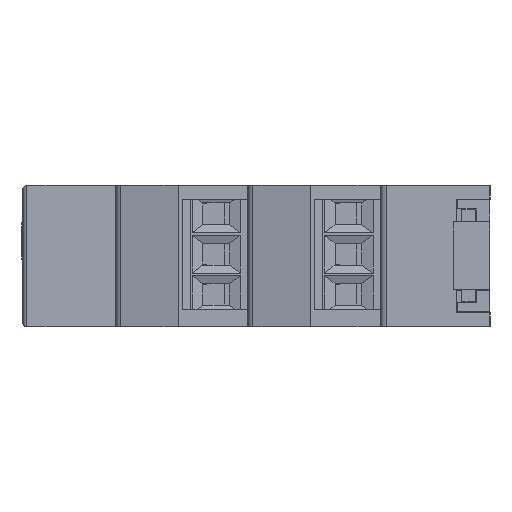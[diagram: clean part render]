
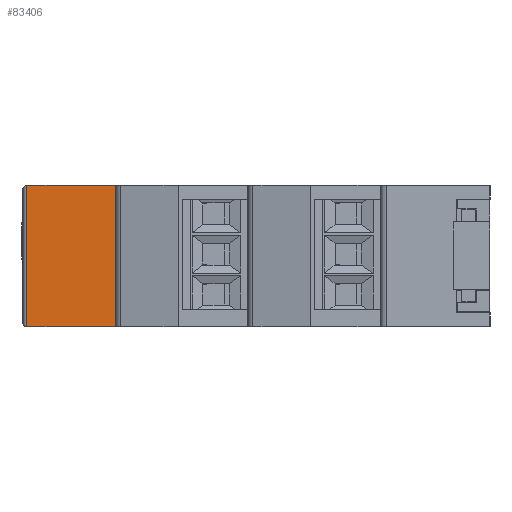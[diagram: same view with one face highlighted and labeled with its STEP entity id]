
A CAD part, left-side view. The second image highlights one B-rep face of the part: STEP entity #83406.
In plain terms, the highlighted planar face has unit normal (-1, 0, 0).
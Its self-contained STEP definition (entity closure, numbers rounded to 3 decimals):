
#30 = CARTESIAN_POINT ( 'NONE',  ( 8482.571, -57.779, 180.05 ) ) ;
#393 = EDGE_CURVE ( 'NONE', #26891, #33376, #66190, .T. ) ;
#13319 = DIRECTION ( 'NONE',  ( 1., 0., 0. ) ) ;
#19045 = ORIENTED_EDGE ( 'NONE', *, *, #68232, .F. ) ;
#22768 = ORIENTED_EDGE ( 'NONE', *, *, #393, .F. ) ;
#25809 = DIRECTION ( 'NONE',  ( 0., 1., 0. ) ) ;
#26891 = VERTEX_POINT ( 'NONE', #92401 ) ;
#31230 = DIRECTION ( 'NONE',  ( 0., 0., -1. ) ) ;
#33376 = VERTEX_POINT ( 'NONE', #64993 ) ;
#33865 = DIRECTION ( 'NONE',  ( 0., 1., 0. ) ) ;
#43085 = VECTOR ( 'NONE', #25809, 1000. ) ;
#47154 = CARTESIAN_POINT ( 'NONE',  ( 8482.571, -57.779, 197.55 ) ) ;
#53645 = DIRECTION ( 'NONE',  ( 0., 0., 1. ) ) ;
#55796 = EDGE_CURVE ( 'NONE', #33376, #128941, #61612, .T. ) ;
#61612 = LINE ( 'NONE', #92123, #91515 ) ;
#64993 = CARTESIAN_POINT ( 'NONE',  ( 8482.571, -46.779, 180.05 ) ) ;
#66190 = LINE ( 'NONE', #66845, #43085 ) ;
#66845 = CARTESIAN_POINT ( 'NONE',  ( 8482.571, -53.779, 180.05 ) ) ;
#67530 = ORIENTED_EDGE ( 'NONE', *, *, #108150, .F. ) ;
#68232 = EDGE_CURVE ( 'NONE', #128941, #82137, #78566, .T. ) ;
#73284 = ORIENTED_EDGE ( 'NONE', *, *, #55796, .F. ) ;
#78566 = LINE ( 'NONE', #127889, #130177 ) ;
#82137 = VERTEX_POINT ( 'NONE', #47154 ) ;
#83406 = ADVANCED_FACE ( 'NONE', ( #83521 ), #124162, .F. ) ;
#83521 = FACE_OUTER_BOUND ( 'NONE', #102023, .T. ) ;
#86581 = DIRECTION ( 'NONE',  ( 0., -1., 0. ) ) ;
#86855 = AXIS2_PLACEMENT_3D ( 'NONE', #124822, #13319, #33865 ) ;
#87744 = CARTESIAN_POINT ( 'NONE',  ( 8482.571, -46.779, 197.55 ) ) ;
#91515 = VECTOR ( 'NONE', #53645, 1000. ) ;
#92123 = CARTESIAN_POINT ( 'NONE',  ( 8482.571, -46.779, 197.55 ) ) ;
#92401 = CARTESIAN_POINT ( 'NONE',  ( 8482.571, -57.779, 180.05 ) ) ;
#100808 = LINE ( 'NONE', #30, #101229 ) ;
#101229 = VECTOR ( 'NONE', #31230, 1000. ) ;
#102023 = EDGE_LOOP ( 'NONE', ( #67530, #19045, #73284, #22768 ) ) ;
#108150 = EDGE_CURVE ( 'NONE', #82137, #26891, #100808, .T. ) ;
#124162 = PLANE ( 'NONE',  #86855 ) ;
#124822 = CARTESIAN_POINT ( 'NONE',  ( 8482.571, -53.779, 197.55 ) ) ;
#127889 = CARTESIAN_POINT ( 'NONE',  ( 8482.571, -52.279, 197.55 ) ) ;
#128941 = VERTEX_POINT ( 'NONE', #87744 ) ;
#130177 = VECTOR ( 'NONE', #86581, 1000. ) ;
